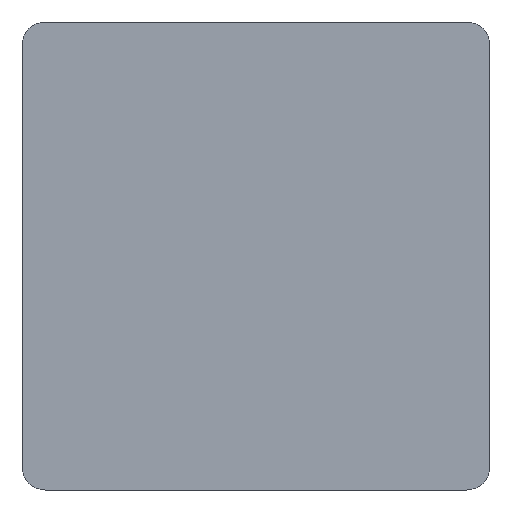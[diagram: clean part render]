
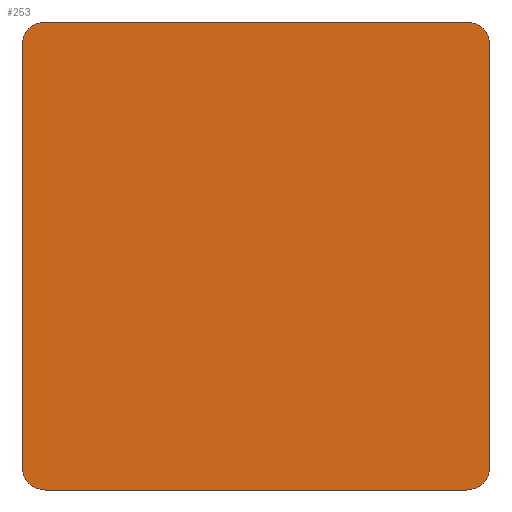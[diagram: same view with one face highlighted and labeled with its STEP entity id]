
A CAD part, left-side view. The second image highlights one B-rep face of the part: STEP entity #253.
In plain terms, the highlighted planar face has unit normal (-1, 0, 0).
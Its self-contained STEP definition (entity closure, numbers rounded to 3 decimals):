
#34=PLANE('',#301);
#47=FACE_OUTER_BOUND('',#64,.T.);
#64=EDGE_LOOP('',(#226,#227,#228,#229,#230,#231,#232,#233));
#74=LINE('',#491,#93);
#79=LINE('',#505,#98);
#82=LINE('',#512,#101);
#83=LINE('',#514,#102);
#93=VECTOR('',#341,10.);
#98=VECTOR('',#356,10.);
#101=VECTOR('',#365,10.);
#102=VECTOR('',#368,10.);
#107=CIRCLE('',#285,1.);
#112=CIRCLE('',#293,1.);
#113=CIRCLE('',#295,1.);
#114=CIRCLE('',#298,1.);
#122=VERTEX_POINT('',#467);
#123=VERTEX_POINT('',#468);
#132=VERTEX_POINT('',#490);
#133=VERTEX_POINT('',#494);
#134=VERTEX_POINT('',#498);
#135=VERTEX_POINT('',#499);
#136=VERTEX_POINT('',#504);
#137=VERTEX_POINT('',#508);
#147=EDGE_CURVE('',#122,#123,#107,.T.);
#158=EDGE_CURVE('',#132,#123,#74,.T.);
#160=EDGE_CURVE('',#132,#133,#112,.T.);
#162=EDGE_CURVE('',#134,#135,#113,.T.);
#165=EDGE_CURVE('',#136,#135,#79,.T.);
#167=EDGE_CURVE('',#136,#137,#114,.T.);
#169=EDGE_CURVE('',#122,#137,#82,.T.);
#170=EDGE_CURVE('',#134,#133,#83,.T.);
#226=ORIENTED_EDGE('',*,*,#147,.F.);
#227=ORIENTED_EDGE('',*,*,#169,.T.);
#228=ORIENTED_EDGE('',*,*,#167,.F.);
#229=ORIENTED_EDGE('',*,*,#165,.T.);
#230=ORIENTED_EDGE('',*,*,#162,.F.);
#231=ORIENTED_EDGE('',*,*,#170,.T.);
#232=ORIENTED_EDGE('',*,*,#160,.F.);
#233=ORIENTED_EDGE('',*,*,#158,.T.);
#253=ADVANCED_FACE('',(#47),#34,.T.);
#285=AXIS2_PLACEMENT_3D('',#469,#321,#322);
#293=AXIS2_PLACEMENT_3D('',#495,#345,#346);
#295=AXIS2_PLACEMENT_3D('',#500,#350,#351);
#298=AXIS2_PLACEMENT_3D('',#509,#360,#361);
#301=AXIS2_PLACEMENT_3D('',#515,#369,#370);
#321=DIRECTION('center_axis',(1.,0.,0.));
#322=DIRECTION('ref_axis',(0.,-0.707,0.707));
#341=DIRECTION('',(0.,0.,1.));
#345=DIRECTION('center_axis',(1.,0.,0.));
#346=DIRECTION('ref_axis',(0.,-0.707,-0.707));
#350=DIRECTION('center_axis',(1.,0.,0.));
#351=DIRECTION('ref_axis',(0.,0.707,-0.707));
#356=DIRECTION('',(0.,0.,-1.));
#360=DIRECTION('center_axis',(1.,0.,0.));
#361=DIRECTION('ref_axis',(0.,0.707,0.707));
#365=DIRECTION('',(0.,1.,0.));
#368=DIRECTION('',(0.,-1.,0.));
#369=DIRECTION('center_axis',(-1.,0.,0.));
#370=DIRECTION('ref_axis',(0.,0.,1.));
#467=CARTESIAN_POINT('',(-30.821,0.,3.117));
#468=CARTESIAN_POINT('',(-30.821,-1.,2.117));
#469=CARTESIAN_POINT('Origin',(-30.821,0.,2.117));
#490=CARTESIAN_POINT('',(-30.821,-1.,-15.883));
#491=CARTESIAN_POINT('',(-30.821,-1.,-16.883));
#494=CARTESIAN_POINT('',(-30.821,0.,-16.883));
#495=CARTESIAN_POINT('Origin',(-30.821,0.,
-15.883));
#498=CARTESIAN_POINT('',(-30.821,18.,-16.883));
#499=CARTESIAN_POINT('',(-30.821,19.,-15.883));
#500=CARTESIAN_POINT('Origin',(-30.821,18.,-15.883));
#504=CARTESIAN_POINT('',(-30.821,19.,2.117));
#505=CARTESIAN_POINT('',(-30.821,19.,3.117));
#508=CARTESIAN_POINT('',(-30.821,18.,3.117));
#509=CARTESIAN_POINT('Origin',(-30.821,18.,2.117));
#512=CARTESIAN_POINT('',(-30.821,-1.,3.117));
#514=CARTESIAN_POINT('',(-30.821,19.,-16.883));
#515=CARTESIAN_POINT('Origin',(-30.821,9.,-6.883));
